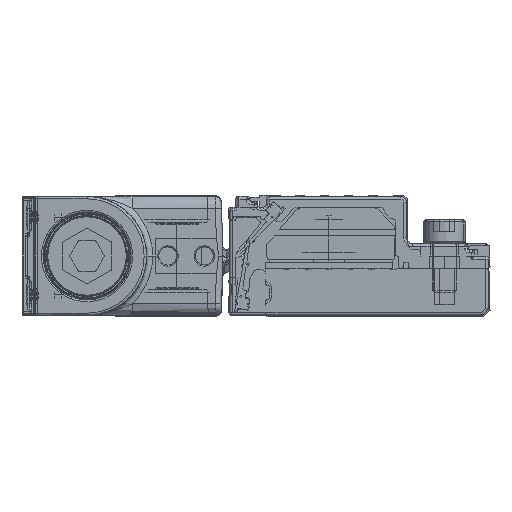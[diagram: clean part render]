
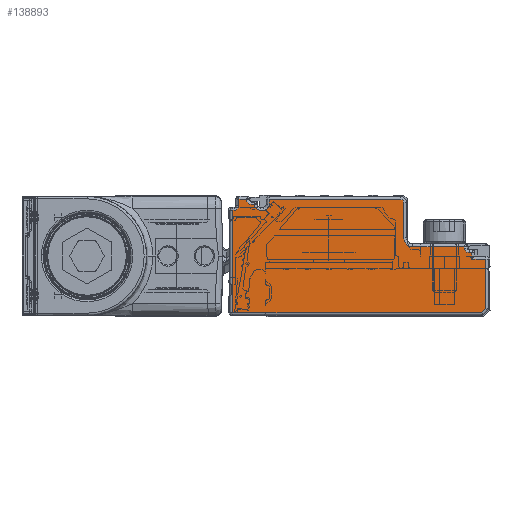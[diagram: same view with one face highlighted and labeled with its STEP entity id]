
A CAD part, left-side view. The second image highlights one B-rep face of the part: STEP entity #138893.
In plain terms, the highlighted planar face has unit normal (-1, 0, 0).
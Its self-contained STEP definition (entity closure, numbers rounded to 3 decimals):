
#138611=AXIS2_PLACEMENT_3D('Circle Axis2P3D',#138609,#138610,$) ;
#138750=AXIS2_PLACEMENT_3D('Plane Axis2P3D',#138747,#138748,#138749) ;
#138773=AXIS2_PLACEMENT_3D('Circle Axis2P3D',#138771,#138772,$) ;
#138787=AXIS2_PLACEMENT_3D('Circle Axis2P3D',#138785,#138786,$) ;
#138808=AXIS2_PLACEMENT_3D('Circle Axis2P3D',#138806,#138807,$) ;
#138822=AXIS2_PLACEMENT_3D('Circle Axis2P3D',#138820,#138821,$) ;
#138836=AXIS2_PLACEMENT_3D('Circle Axis2P3D',#138834,#138835,$) ;
#138857=AXIS2_PLACEMENT_3D('Circle Axis2P3D',#138855,#138856,$) ;
#135566=CARTESIAN_POINT('Vertex',(-1578.,42.3,-7.3)) ;
#135569=CARTESIAN_POINT('Line Origine',(-1578.,42.3,2.)) ;
#135573=CARTESIAN_POINT('Vertex',(-1578.,42.3,9.5)) ;
#135897=CARTESIAN_POINT('Vertex',(-1578.,1.407,-7.3)) ;
#135900=CARTESIAN_POINT('Line Origine',(-1578.,23.168,-7.3)) ;
#135937=CARTESIAN_POINT('Vertex',(-1578.,0.7,-6.593)) ;
#135940=CARTESIAN_POINT('Line Origine',(-1578.,-1.246,-4.646)) ;
#135977=CARTESIAN_POINT('Vertex',(-1578.,0.7,1.5)) ;
#135980=CARTESIAN_POINT('Line Origine',(-1578.,0.7,2.)) ;
#138526=CARTESIAN_POINT('Vertex',(-1578.,3.,2.5)) ;
#138582=CARTESIAN_POINT('Vertex',(-1578.,3.4,2.5)) ;
#138585=CARTESIAN_POINT('Line Origine',(-1578.,21.5,2.5)) ;
#138606=CARTESIAN_POINT('Vertex',(-1578.,4.2,3.3)) ;
#138609=CARTESIAN_POINT('Axis2P3D Location',(-1578.,3.4,3.3)) ;
#138732=CARTESIAN_POINT('Vertex',(-1578.,3.,1.5)) ;
#138735=CARTESIAN_POINT('Line Origine',(-1578.,21.5,1.5)) ;
#138747=CARTESIAN_POINT('Axis2P3D Location',(-1578.,0.2,-7.8)) ;
#138752=CARTESIAN_POINT('Line Origine',(-1578.,3.,2.)) ;
#138757=CARTESIAN_POINT('Line Origine',(-1578.,4.2,3.4)) ;
#138761=CARTESIAN_POINT('Vertex',(-1578.,4.2,3.5)) ;
#138764=CARTESIAN_POINT('Line Origine',(-1578.,8.45,3.5)) ;
#138768=CARTESIAN_POINT('Vertex',(-1578.,12.7,3.5)) ;
#138771=CARTESIAN_POINT('Axis2P3D Location',(-1578.,12.7,5.)) ;
#138775=CARTESIAN_POINT('Vertex',(-1578.,14.2,5.)) ;
#138778=CARTESIAN_POINT('Line Origine',(-1578.,14.2,7.9)) ;
#138782=CARTESIAN_POINT('Vertex',(-1578.,14.2,10.8)) ;
#138785=CARTESIAN_POINT('Axis2P3D Location',(-1578.,14.7,10.8)) ;
#138789=CARTESIAN_POINT('Vertex',(-1578.,14.7,11.3)) ;
#138792=CARTESIAN_POINT('Line Origine',(-1578.,25.5,11.3)) ;
#138796=CARTESIAN_POINT('Vertex',(-1578.,36.3,11.3)) ;
#138799=CARTESIAN_POINT('Line Origine',(-1578.,36.3,10.9)) ;
#138803=CARTESIAN_POINT('Vertex',(-1578.,36.3,10.5)) ;
#138806=CARTESIAN_POINT('Axis2P3D Location',(-1578.,37.3,10.5)) ;
#138810=CARTESIAN_POINT('Vertex',(-1578.,37.3,9.5)) ;
#138813=CARTESIAN_POINT('Line Origine',(-1578.,37.55,9.5)) ;
#138817=CARTESIAN_POINT('Vertex',(-1578.,37.8,9.5)) ;
#138820=CARTESIAN_POINT('Axis2P3D Location',(-1578.,37.8,10.5)) ;
#138824=CARTESIAN_POINT('Vertex',(-1578.,38.8,10.5)) ;
#138827=CARTESIAN_POINT('Line Origine',(-1578.,39.05,10.5)) ;
#138831=CARTESIAN_POINT('Vertex',(-1578.,39.3,10.5)) ;
#138834=CARTESIAN_POINT('Axis2P3D Location',(-1578.,39.3,11.3)) ;
#138838=CARTESIAN_POINT('Vertex',(-1578.,40.1,11.3)) ;
#138841=CARTESIAN_POINT('Line Origine',(-1578.,40.7,11.3)) ;
#138845=CARTESIAN_POINT('Vertex',(-1578.,41.3,11.3)) ;
#138848=CARTESIAN_POINT('Line Origine',(-1578.,41.3,10.8)) ;
#138852=CARTESIAN_POINT('Vertex',(-1578.,41.3,10.3)) ;
#138855=CARTESIAN_POINT('Axis2P3D Location',(-1578.,42.1,10.3)) ;
#138859=CARTESIAN_POINT('Vertex',(-1578.,42.1,9.5)) ;
#138862=CARTESIAN_POINT('Line Origine',(-1578.,42.2,9.5)) ;
#135570=DIRECTION('Vector Direction',(0.,0.,1.)) ;
#135901=DIRECTION('Vector Direction',(0.,1.,0.)) ;
#135941=DIRECTION('Vector Direction',(0.,0.707,-0.707)) ;
#135981=DIRECTION('Vector Direction',(0.,0.,-1.)) ;
#138586=DIRECTION('Vector Direction',(0.,-1.,0.)) ;
#138610=DIRECTION('Axis2P3D Direction',(1.,0.,0.)) ;
#138736=DIRECTION('Vector Direction',(0.,-1.,0.)) ;
#138748=DIRECTION('Axis2P3D Direction',(-1.,0.,0.)) ;
#138749=DIRECTION('Axis2P3D XDirection',(0.,0.,1.)) ;
#138753=DIRECTION('Vector Direction',(0.,0.,1.)) ;
#138758=DIRECTION('Vector Direction',(0.,0.,-1.)) ;
#138765=DIRECTION('Vector Direction',(0.,1.,0.)) ;
#138772=DIRECTION('Axis2P3D Direction',(-1.,0.,0.)) ;
#138779=DIRECTION('Vector Direction',(0.,0.,1.)) ;
#138786=DIRECTION('Axis2P3D Direction',(-1.,0.,0.)) ;
#138793=DIRECTION('Vector Direction',(0.,1.,0.)) ;
#138800=DIRECTION('Vector Direction',(0.,0.,-1.)) ;
#138807=DIRECTION('Axis2P3D Direction',(-1.,0.,0.)) ;
#138814=DIRECTION('Vector Direction',(0.,1.,0.)) ;
#138821=DIRECTION('Axis2P3D Direction',(-1.,0.,0.)) ;
#138828=DIRECTION('Vector Direction',(0.,-1.,0.)) ;
#138835=DIRECTION('Axis2P3D Direction',(-1.,0.,0.)) ;
#138842=DIRECTION('Vector Direction',(0.,1.,0.)) ;
#138849=DIRECTION('Vector Direction',(0.,0.,-1.)) ;
#138856=DIRECTION('Axis2P3D Direction',(-1.,0.,0.)) ;
#138863=DIRECTION('Vector Direction',(0.,1.,0.)) ;
#135571=VECTOR('Line Direction',#135570,1.) ;
#135902=VECTOR('Line Direction',#135901,1.) ;
#135942=VECTOR('Line Direction',#135941,1.) ;
#135982=VECTOR('Line Direction',#135981,1.) ;
#138587=VECTOR('Line Direction',#138586,1.) ;
#138737=VECTOR('Line Direction',#138736,1.) ;
#138754=VECTOR('Line Direction',#138753,1.) ;
#138759=VECTOR('Line Direction',#138758,1.) ;
#138766=VECTOR('Line Direction',#138765,1.) ;
#138780=VECTOR('Line Direction',#138779,1.) ;
#138794=VECTOR('Line Direction',#138793,1.) ;
#138801=VECTOR('Line Direction',#138800,1.) ;
#138815=VECTOR('Line Direction',#138814,1.) ;
#138829=VECTOR('Line Direction',#138828,1.) ;
#138843=VECTOR('Line Direction',#138842,1.) ;
#138850=VECTOR('Line Direction',#138849,1.) ;
#138864=VECTOR('Line Direction',#138863,1.) ;
#138868=ORIENTED_EDGE('',*,*,#138756,.T.) ;
#138869=ORIENTED_EDGE('',*,*,#138589,.T.) ;
#138870=ORIENTED_EDGE('',*,*,#138613,.T.) ;
#138871=ORIENTED_EDGE('',*,*,#138763,.T.) ;
#138872=ORIENTED_EDGE('',*,*,#138770,.T.) ;
#138873=ORIENTED_EDGE('',*,*,#138777,.T.) ;
#138874=ORIENTED_EDGE('',*,*,#138784,.T.) ;
#138875=ORIENTED_EDGE('',*,*,#138791,.T.) ;
#138876=ORIENTED_EDGE('',*,*,#138798,.T.) ;
#138877=ORIENTED_EDGE('',*,*,#138805,.T.) ;
#138878=ORIENTED_EDGE('',*,*,#138812,.T.) ;
#138879=ORIENTED_EDGE('',*,*,#138819,.T.) ;
#138880=ORIENTED_EDGE('',*,*,#138826,.T.) ;
#138881=ORIENTED_EDGE('',*,*,#138833,.T.) ;
#138882=ORIENTED_EDGE('',*,*,#138840,.T.) ;
#138883=ORIENTED_EDGE('',*,*,#138847,.T.) ;
#138884=ORIENTED_EDGE('',*,*,#138854,.T.) ;
#138885=ORIENTED_EDGE('',*,*,#138861,.T.) ;
#138886=ORIENTED_EDGE('',*,*,#138866,.T.) ;
#138887=ORIENTED_EDGE('',*,*,#135575,.T.) ;
#138888=ORIENTED_EDGE('',*,*,#135904,.T.) ;
#138889=ORIENTED_EDGE('',*,*,#135944,.T.) ;
#138890=ORIENTED_EDGE('',*,*,#135984,.T.) ;
#138891=ORIENTED_EDGE('',*,*,#138739,.T.) ;
#138893=ADVANCED_FACE('\X2\FF8AFF9FFF70FF82\X0\ \X2\FF8EFF9EFF83FF9EFF68FF70\X0\',(#138892),#138751,.T.) ;
#138612=CIRCLE('generated circle',#138611,0.8) ;
#138774=CIRCLE('generated circle',#138773,1.5) ;
#138788=CIRCLE('generated circle',#138787,0.5) ;
#138809=CIRCLE('generated circle',#138808,1.) ;
#138823=CIRCLE('generated circle',#138822,1.) ;
#138837=CIRCLE('generated circle',#138836,0.8) ;
#138858=CIRCLE('generated circle',#138857,0.8) ;
#135575=EDGE_CURVE('',#135574,#135567,#135572,.F.) ;
#135904=EDGE_CURVE('',#135567,#135898,#135903,.F.) ;
#135944=EDGE_CURVE('',#135898,#135938,#135943,.F.) ;
#135984=EDGE_CURVE('',#135938,#135978,#135983,.F.) ;
#138589=EDGE_CURVE('',#138527,#138583,#138588,.F.) ;
#138613=EDGE_CURVE('',#138583,#138607,#138612,.T.) ;
#138739=EDGE_CURVE('',#135978,#138733,#138738,.F.) ;
#138756=EDGE_CURVE('',#138733,#138527,#138755,.T.) ;
#138763=EDGE_CURVE('',#138607,#138762,#138760,.F.) ;
#138770=EDGE_CURVE('',#138762,#138769,#138767,.T.) ;
#138777=EDGE_CURVE('',#138769,#138776,#138774,.F.) ;
#138784=EDGE_CURVE('',#138776,#138783,#138781,.T.) ;
#138791=EDGE_CURVE('',#138783,#138790,#138788,.T.) ;
#138798=EDGE_CURVE('',#138790,#138797,#138795,.T.) ;
#138805=EDGE_CURVE('',#138797,#138804,#138802,.T.) ;
#138812=EDGE_CURVE('',#138804,#138811,#138809,.F.) ;
#138819=EDGE_CURVE('',#138811,#138818,#138816,.T.) ;
#138826=EDGE_CURVE('',#138818,#138825,#138823,.F.) ;
#138833=EDGE_CURVE('',#138825,#138832,#138830,.F.) ;
#138840=EDGE_CURVE('',#138832,#138839,#138837,.F.) ;
#138847=EDGE_CURVE('',#138839,#138846,#138844,.T.) ;
#138854=EDGE_CURVE('',#138846,#138853,#138851,.T.) ;
#138861=EDGE_CURVE('',#138853,#138860,#138858,.F.) ;
#138866=EDGE_CURVE('',#138860,#135574,#138865,.T.) ;
#138867=EDGE_LOOP('',(#138868,#138869,#138870,#138871,#138872,#138873,#138874,#138875,#138876,#138877,#138878,#138879,#138880,#138881,#138882,#138883,#138884,#138885,#138886,#138887,#138888,#138889,#138890,#138891)) ;
#138892=FACE_OUTER_BOUND('',#138867,.T.) ;
#135572=LINE('Line',#135569,#135571) ;
#135903=LINE('Line',#135900,#135902) ;
#135943=LINE('Line',#135940,#135942) ;
#135983=LINE('Line',#135980,#135982) ;
#138588=LINE('Line',#138585,#138587) ;
#138738=LINE('Line',#138735,#138737) ;
#138755=LINE('Line',#138752,#138754) ;
#138760=LINE('Line',#138757,#138759) ;
#138767=LINE('Line',#138764,#138766) ;
#138781=LINE('Line',#138778,#138780) ;
#138795=LINE('Line',#138792,#138794) ;
#138802=LINE('Line',#138799,#138801) ;
#138816=LINE('Line',#138813,#138815) ;
#138830=LINE('Line',#138827,#138829) ;
#138844=LINE('Line',#138841,#138843) ;
#138851=LINE('Line',#138848,#138850) ;
#138865=LINE('Line',#138862,#138864) ;
#138751=PLANE('',#138750) ;
#135567=VERTEX_POINT('',#135566) ;
#135574=VERTEX_POINT('',#135573) ;
#135898=VERTEX_POINT('',#135897) ;
#135938=VERTEX_POINT('',#135937) ;
#135978=VERTEX_POINT('',#135977) ;
#138527=VERTEX_POINT('',#138526) ;
#138583=VERTEX_POINT('',#138582) ;
#138607=VERTEX_POINT('',#138606) ;
#138733=VERTEX_POINT('',#138732) ;
#138762=VERTEX_POINT('',#138761) ;
#138769=VERTEX_POINT('',#138768) ;
#138776=VERTEX_POINT('',#138775) ;
#138783=VERTEX_POINT('',#138782) ;
#138790=VERTEX_POINT('',#138789) ;
#138797=VERTEX_POINT('',#138796) ;
#138804=VERTEX_POINT('',#138803) ;
#138811=VERTEX_POINT('',#138810) ;
#138818=VERTEX_POINT('',#138817) ;
#138825=VERTEX_POINT('',#138824) ;
#138832=VERTEX_POINT('',#138831) ;
#138839=VERTEX_POINT('',#138838) ;
#138846=VERTEX_POINT('',#138845) ;
#138853=VERTEX_POINT('',#138852) ;
#138860=VERTEX_POINT('',#138859) ;
